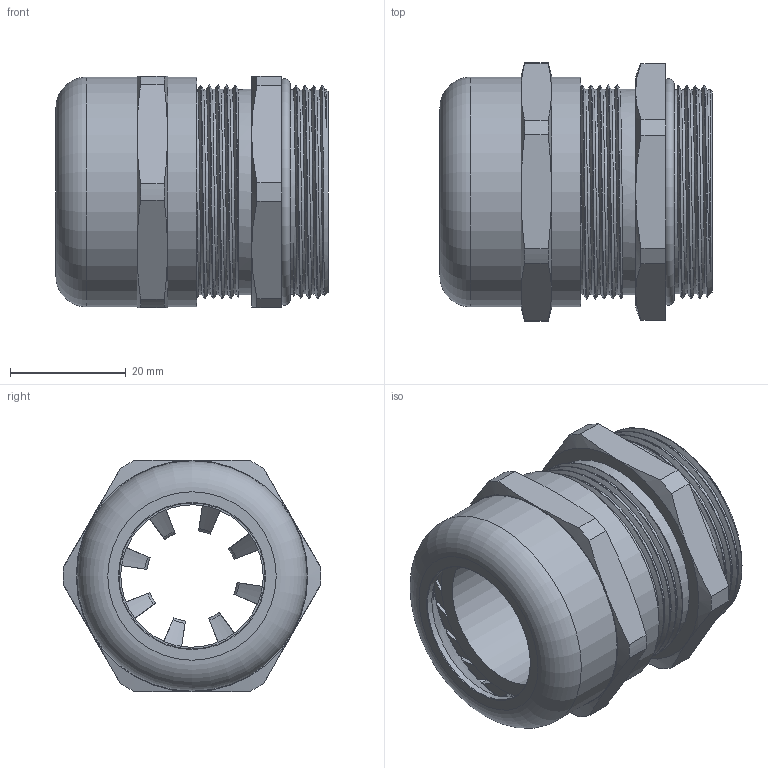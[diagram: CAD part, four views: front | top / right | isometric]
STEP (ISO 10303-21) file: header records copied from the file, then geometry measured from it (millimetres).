
FILE_DESCRIPTION(/* description */ ('Euro-Top-EMV 2. Gen. PG 29'),/* implementation_level */ '2;1');
FILE_NAME(/* name */ '61080429-RST.stp',/* time_stamp */ '2020-02-14T15:40:54+01:00',/* author */ ('sl'),/* organization */ (''),/* preprocessor_version */ 'ST-DEVELOPER v16.5',/* originating_system */ 'Autodesk Inventor 2017',/* authorisation */ '');
FILE_SCHEMA (('AUTOMOTIVE_DESIGN { 1 0 10303 214 3 1 1 }'));
Length unit declared in the file: millimetre
Products named in the file (7): 61080429; 61080429_1; 61080429_2; 61080429_3; 61080429_4; 61080429_5; 61080429_6
Assembly tree (6 placements, depth 2):
  61080429
    61080429_1
    61080429_2
    61080429_3
    61080429_4
    61080429_5
    61080429_6
Bounding box: 47.03 x 44.59 x 40 mm (x, y, z)
Volume: 23419.5 mm3; surface area: 28911.3 mm2
Topology: 6 solids, 6 shells, 493 faces, 1388 edges, 913 vertices
Faces by surface type: plane 207, cylinder 175, torus 55, cone 50, bspline 6
Full cylindrical faces by diameter (mm): 24.64 x1, 25.22 x1, 26 x1, 28.44 x1, 29.23 x1, 30.04 x1, 30.42 x1, 30.69 x1, 31.29 x1, 31.88 x1, 32.31 x1, 32.38 x1, 33.65 x1, 35.28 x4, 35.4 x2, 35.48 x6, 37.04 x11, 37.88 x1, 39.7 x2
Entity records: 20393 total; most frequent: CARTESIAN_POINT 8217, ORIENTED_EDGE 2566, DIRECTION 2512, EDGE_CURVE 1283, AXIS2_PLACEMENT_3D 977, VERTEX_POINT 860, LINE 558, VECTOR 558
